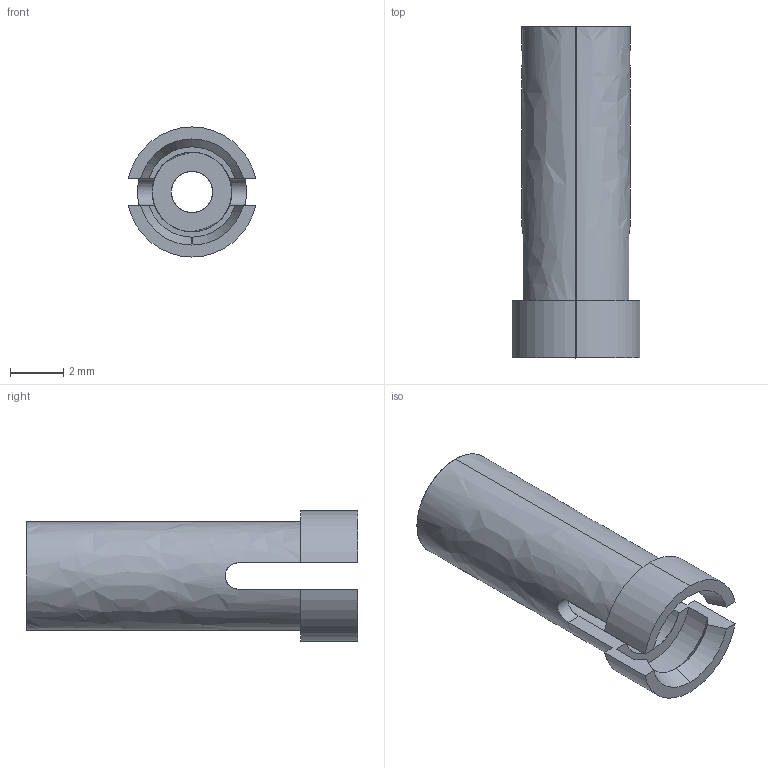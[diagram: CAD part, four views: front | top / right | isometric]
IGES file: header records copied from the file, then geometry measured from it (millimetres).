
Start section: SolidWorks IGES file using analytic representation for surfaces
Global section: file name: THR 22.IGS; native system: SolidWorks 2016; preprocessor: SolidWorks 2016; author: chwang; date: 180129.105603; units: inch
Bounding box: 4.8 x 12.5 x 4.9 mm (x, y, z)
Surface area: 300 mm2 (no closed solid volume)
Topology: 0 solids, 0 shells, 35 faces, 554 edges, 554 vertices
Faces by surface type: revolution 22, bspline 13
